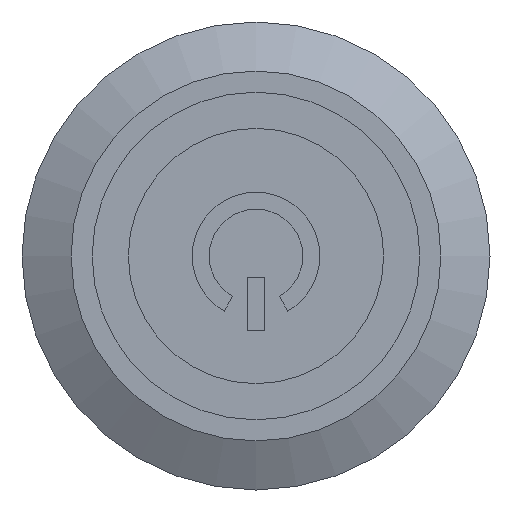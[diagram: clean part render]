
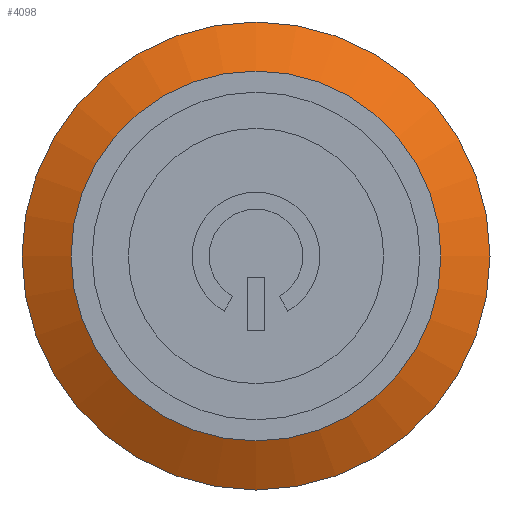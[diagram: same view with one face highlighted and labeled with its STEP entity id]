
A CAD part, left-side view. The second image highlights one B-rep face of the part: STEP entity #4098.
In plain terms, the highlighted conical face has half-angle 62.5 degrees and reference radius 9.847 mm.
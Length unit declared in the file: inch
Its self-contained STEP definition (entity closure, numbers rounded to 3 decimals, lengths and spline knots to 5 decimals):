
#21=CONICAL_SURFACE('',#4358,0.38769,1.091);
#221=CIRCLE('',#4352,0.43307);
#222=CIRCLE('',#4353,0.43307);
#224=CIRCLE('',#4356,0.34232);
#448=FACE_OUTER_BOUND('',#704,.T.);
#704=EDGE_LOOP('',(#3660,#3661,#3662,#3663,#3664));
#1162=LINE('',#6970,#1609);
#1609=VECTOR('',#5273,0.38769);
#1981=VERTEX_POINT('',#6957);
#1982=VERTEX_POINT('',#6958);
#1984=VERTEX_POINT('',#6965);
#2543=EDGE_CURVE('',#1981,#1982,#221,.T.);
#2544=EDGE_CURVE('',#1982,#1981,#222,.T.);
#2547=EDGE_CURVE('',#1984,#1984,#224,.T.);
#2549=EDGE_CURVE('',#1984,#1982,#1162,.T.);
#3660=ORIENTED_EDGE('',*,*,#2547,.F.);
#3661=ORIENTED_EDGE('',*,*,#2549,.T.);
#3662=ORIENTED_EDGE('',*,*,#2543,.F.);
#3663=ORIENTED_EDGE('',*,*,#2544,.F.);
#3664=ORIENTED_EDGE('',*,*,#2549,.F.);
#4098=ADVANCED_FACE('',(#448),#21,.T.);
#4352=AXIS2_PLACEMENT_3D('',#6959,#5258,#5259);
#4353=AXIS2_PLACEMENT_3D('',#6960,#5260,#5261);
#4356=AXIS2_PLACEMENT_3D('',#6966,#5267,#5268);
#4358=AXIS2_PLACEMENT_3D('',#6969,#5271,#5272);
#5258=DIRECTION('center_axis',(1.,0.,0.));
#5259=DIRECTION('ref_axis',(0.,-1.,0.));
#5260=DIRECTION('center_axis',(1.,0.,0.));
#5261=DIRECTION('ref_axis',(0.,-1.,0.));
#5267=DIRECTION('center_axis',(-1.,0.,0.));
#5268=DIRECTION('ref_axis',(0.,0.,1.));
#5271=DIRECTION('center_axis',(1.,0.,0.));
#5272=DIRECTION('ref_axis',(0.,0.,1.));
#5273=DIRECTION('',(0.462,0.,-0.887));
#6957=CARTESIAN_POINT('',(-0.0315,0.43307,0.));
#6958=CARTESIAN_POINT('',(-0.0315,0.,-0.43307));
#6959=CARTESIAN_POINT('Origin',(-0.0315,0.,0.));
#6960=CARTESIAN_POINT('Origin',(-0.0315,0.,0.));
#6965=CARTESIAN_POINT('',(-0.07874,0.,-0.34232));
#6966=CARTESIAN_POINT('Origin',(-0.07874,0.,0.));
#6969=CARTESIAN_POINT('Origin',(-0.05512,0.,0.));
#6970=CARTESIAN_POINT('',(-0.05512,0.,-0.38769));
